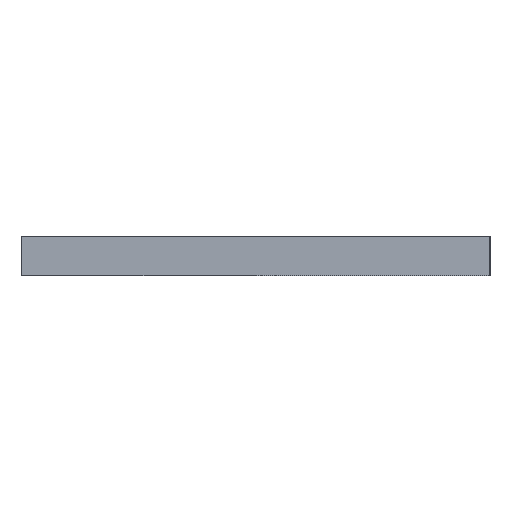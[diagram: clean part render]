
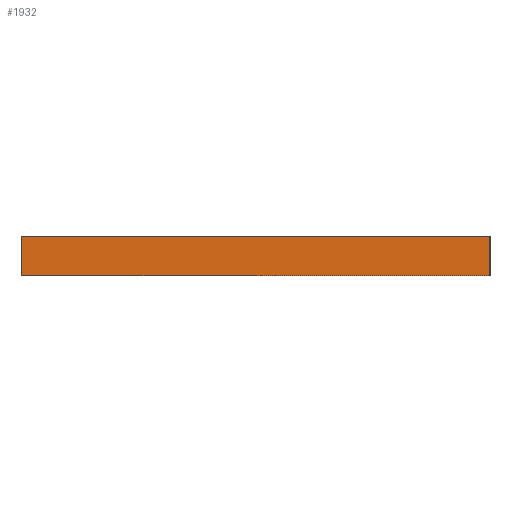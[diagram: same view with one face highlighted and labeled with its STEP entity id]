
A CAD part, left-side view. The second image highlights one B-rep face of the part: STEP entity #1932.
In plain terms, the highlighted planar face has unit normal (-1, 0, 0).
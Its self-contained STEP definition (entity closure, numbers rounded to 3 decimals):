
#134=FACE_OUTER_BOUND('',#240,.T.);
#240=EDGE_LOOP('',(#1659,#1660,#1661,#1662));
#492=LINE('',#2956,#756);
#519=LINE('',#3008,#783);
#520=LINE('',#3011,#784);
#521=LINE('',#3012,#785);
#756=VECTOR('',#2428,10.);
#783=VECTOR('',#2475,10.);
#784=VECTOR('',#2478,10.);
#785=VECTOR('',#2479,10.);
#945=VERTEX_POINT('',#2952);
#946=VERTEX_POINT('',#2954);
#961=VERTEX_POINT('',#3006);
#962=VERTEX_POINT('',#3010);
#1196=EDGE_CURVE('',#946,#945,#492,.T.);
#1223=EDGE_CURVE('',#961,#945,#519,.T.);
#1224=EDGE_CURVE('',#962,#961,#520,.T.);
#1225=EDGE_CURVE('',#962,#946,#521,.T.);
#1659=ORIENTED_EDGE('',*,*,#1224,.T.);
#1660=ORIENTED_EDGE('',*,*,#1223,.T.);
#1661=ORIENTED_EDGE('',*,*,#1196,.F.);
#1662=ORIENTED_EDGE('',*,*,#1225,.F.);
#1842=PLANE('',#2036);
#1932=ADVANCED_FACE('',(#134),#1842,.T.);
#2036=AXIS2_PLACEMENT_3D('',#3009,#2476,#2477);
#2428=DIRECTION('',(0.,-1.,0.));
#2475=DIRECTION('',(0.,0.,1.));
#2476=DIRECTION('center_axis',(-1.,0.,0.));
#2477=DIRECTION('ref_axis',(0.,-1.,0.));
#2478=DIRECTION('',(0.,-1.,0.));
#2479=DIRECTION('',(0.,0.,1.));
#2952=CARTESIAN_POINT('',(0.,0.,8.));
#2954=CARTESIAN_POINT('',(0.,94.,8.));
#2956=CARTESIAN_POINT('',(0.,70.5,8.));
#3006=CARTESIAN_POINT('',(0.,0.,0.));
#3008=CARTESIAN_POINT('',(0.,0.,0.));
#3009=CARTESIAN_POINT('Origin',(0.,94.,0.));
#3010=CARTESIAN_POINT('',(0.,94.,0.));
#3011=CARTESIAN_POINT('',(0.,94.,0.));
#3012=CARTESIAN_POINT('',(0.,94.,0.));
